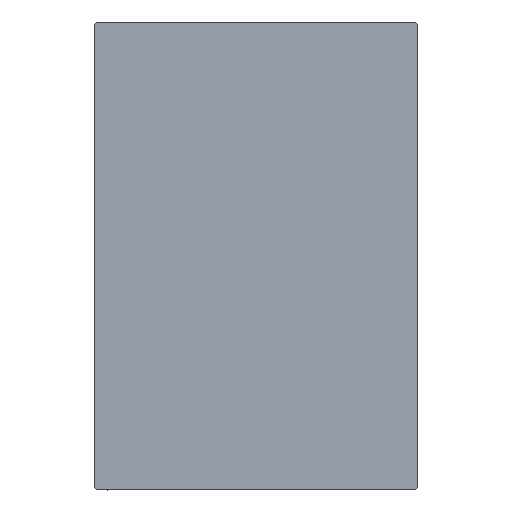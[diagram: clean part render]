
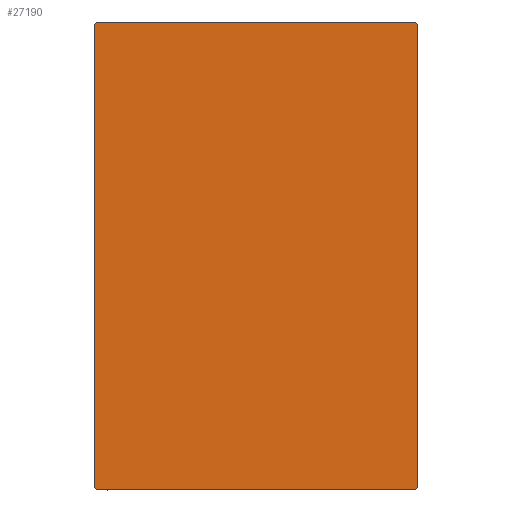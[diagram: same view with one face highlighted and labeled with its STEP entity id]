
A CAD part, left-side view. The second image highlights one B-rep face of the part: STEP entity #27190.
In plain terms, the highlighted face is planar.
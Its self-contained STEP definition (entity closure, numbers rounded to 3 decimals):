
#272 = EDGE_CURVE ( 'NONE', #8600, #11653, #19599, .T. ) ;
#283 = CARTESIAN_POINT ( 'NONE',  ( 170., 22.2, -32.5 ) ) ;
#468 = VERTEX_POINT ( 'NONE', #19967 ) ;
#556 = CARTESIAN_POINT ( 'NONE',  ( 170., -27.35, -27.35 ) ) ;
#943 = VERTEX_POINT ( 'NONE', #283 ) ;
#1431 = LINE ( 'NONE', #33389, #29255 ) ;
#1661 = LINE ( 'NONE', #23511, #3931 ) ;
#1995 = CARTESIAN_POINT ( 'NONE',  ( 170., 22.5, 32.2 ) ) ;
#2155 = CARTESIAN_POINT ( 'NONE',  ( 170., 22.2, 32.5 ) ) ;
#3375 = CARTESIAN_POINT ( 'NONE',  ( 170., -22.5, -32.2 ) ) ;
#3678 = ORIENTED_EDGE ( 'NONE', *, *, #272, .T. ) ;
#3811 = EDGE_CURVE ( 'NONE', #468, #27132, #1431, .T. ) ;
#3931 = VECTOR ( 'NONE', #44225, 1000. ) ;
#4648 = DIRECTION ( 'NONE',  ( 0., -1., 0. ) ) ;
#4672 = EDGE_CURVE ( 'NONE', #42995, #19150, #8353, .T. ) ;
#4962 = AXIS2_PLACEMENT_3D ( 'NONE', #33502, #5009, #40416 ) ;
#5009 = DIRECTION ( 'NONE',  ( 1., 0., 0. ) ) ;
#6603 = DIRECTION ( 'NONE',  ( 0., 0.707, 0.707 ) ) ;
#6829 = CARTESIAN_POINT ( 'NONE',  ( 170., 27.35, -27.35 ) ) ;
#7785 = ORIENTED_EDGE ( 'NONE', *, *, #18652, .T. ) ;
#8353 = LINE ( 'NONE', #556, #41263 ) ;
#8600 = VERTEX_POINT ( 'NONE', #39243 ) ;
#8966 = CARTESIAN_POINT ( 'NONE',  ( 170., -22.5, -32.5 ) ) ;
#9410 = CARTESIAN_POINT ( 'NONE',  ( 170., -22.5, 32.2 ) ) ;
#9517 = ORIENTED_EDGE ( 'NONE', *, *, #42543, .T. ) ;
#11653 = VERTEX_POINT ( 'NONE', #9410 ) ;
#12925 = DIRECTION ( 'NONE',  ( 0., -0.707, -0.707 ) ) ;
#13711 = EDGE_LOOP ( 'NONE', ( #44028, #31949, #43574, #7785, #9517, #3678, #16240, #41111 ) ) ;
#14597 = DIRECTION ( 'NONE',  ( 0., 0.707, -0.707 ) ) ;
#15091 = VECTOR ( 'NONE', #16444, 1000. ) ;
#15978 = CARTESIAN_POINT ( 'NONE',  ( 170., 27.35, 27.35 ) ) ;
#16240 = ORIENTED_EDGE ( 'NONE', *, *, #43108, .T. ) ;
#16444 = DIRECTION ( 'NONE',  ( 0., -0.707, 0.707 ) ) ;
#18652 = EDGE_CURVE ( 'NONE', #27132, #28686, #34123, .T. ) ;
#19150 = VERTEX_POINT ( 'NONE', #25471 ) ;
#19599 = LINE ( 'NONE', #23714, #37886 ) ;
#19967 = CARTESIAN_POINT ( 'NONE',  ( 170., 22.5, -32.2 ) ) ;
#22585 = LINE ( 'NONE', #29245, #38404 ) ;
#23511 = CARTESIAN_POINT ( 'NONE',  ( 170., -22.5, 32.5 ) ) ;
#23714 = CARTESIAN_POINT ( 'NONE',  ( 170., -27.35, 27.35 ) ) ;
#25471 = CARTESIAN_POINT ( 'NONE',  ( 170., -22.2, -32.5 ) ) ;
#27132 = VERTEX_POINT ( 'NONE', #1995 ) ;
#27190 = ADVANCED_FACE ( 'NONE', ( #30054 ), #29822, .T. ) ;
#27243 = EDGE_CURVE ( 'NONE', #943, #468, #34189, .T. ) ;
#28686 = VERTEX_POINT ( 'NONE', #2155 ) ;
#29245 = CARTESIAN_POINT ( 'NONE',  ( 170., 22.5, 32.5 ) ) ;
#29255 = VECTOR ( 'NONE', #30169, 1000. ) ;
#29822 = PLANE ( 'NONE',  #4962 ) ;
#30054 = FACE_OUTER_BOUND ( 'NONE', #13711, .T. ) ;
#30169 = DIRECTION ( 'NONE',  ( 0., 0., 1. ) ) ;
#30300 = VECTOR ( 'NONE', #40706, 1000. ) ;
#30343 = LINE ( 'NONE', #8966, #30300 ) ;
#31949 = ORIENTED_EDGE ( 'NONE', *, *, #27243, .T. ) ;
#33389 = CARTESIAN_POINT ( 'NONE',  ( 170., 22.5, -32.5 ) ) ;
#33502 = CARTESIAN_POINT ( 'NONE',  ( 170., 0., 0. ) ) ;
#34123 = LINE ( 'NONE', #15978, #15091 ) ;
#34189 = LINE ( 'NONE', #6829, #40225 ) ;
#37886 = VECTOR ( 'NONE', #12925, 1000. ) ;
#38404 = VECTOR ( 'NONE', #4648, 1000. ) ;
#39243 = CARTESIAN_POINT ( 'NONE',  ( 170., -22.2, 32.5 ) ) ;
#40225 = VECTOR ( 'NONE', #6603, 1000. ) ;
#40416 = DIRECTION ( 'NONE',  ( 0., 0., -1. ) ) ;
#40706 = DIRECTION ( 'NONE',  ( 0., 1., 0. ) ) ;
#41111 = ORIENTED_EDGE ( 'NONE', *, *, #4672, .T. ) ;
#41263 = VECTOR ( 'NONE', #14597, 1000. ) ;
#42543 = EDGE_CURVE ( 'NONE', #28686, #8600, #22585, .T. ) ;
#42598 = EDGE_CURVE ( 'NONE', #19150, #943, #30343, .T. ) ;
#42995 = VERTEX_POINT ( 'NONE', #3375 ) ;
#43108 = EDGE_CURVE ( 'NONE', #11653, #42995, #1661, .T. ) ;
#43574 = ORIENTED_EDGE ( 'NONE', *, *, #3811, .T. ) ;
#44028 = ORIENTED_EDGE ( 'NONE', *, *, #42598, .T. ) ;
#44225 = DIRECTION ( 'NONE',  ( 0., 0., -1. ) ) ;
